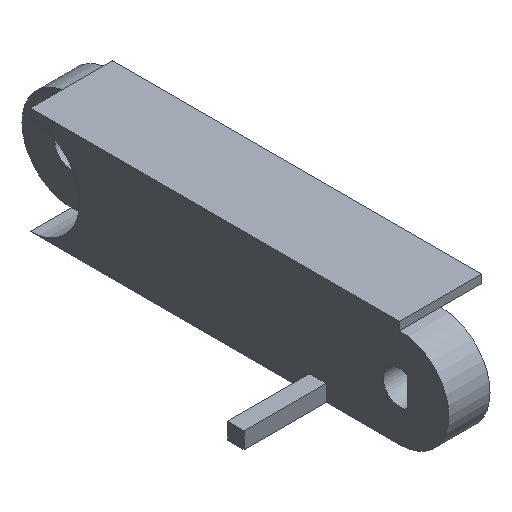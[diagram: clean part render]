
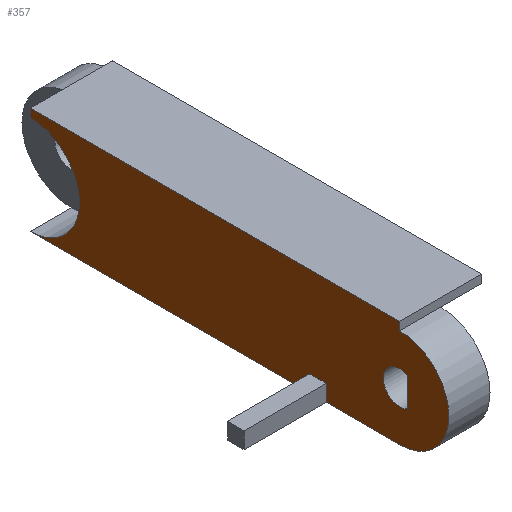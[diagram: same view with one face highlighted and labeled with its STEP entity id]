
A CAD part, isometric view. The second image highlights one B-rep face of the part: STEP entity #357.
In plain terms, the highlighted planar face has unit normal (-1, 0, 0).
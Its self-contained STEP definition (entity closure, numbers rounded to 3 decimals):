
#21=FACE_BOUND('',#62,.T.);
#25=CIRCLE('',#392,6.);
#26=CIRCLE('',#393,6.);
#27=CIRCLE('',#394,2.);
#41=FACE_OUTER_BOUND('',#61,.T.);
#61=EDGE_LOOP('',(#255,#256,#257,#258,#259,#260,#261,#262,#263,#264));
#62=EDGE_LOOP('',(#265,#266));
#81=LINE('',#527,#119);
#85=LINE('',#536,#123);
#89=LINE('',#543,#127);
#92=LINE('',#549,#130);
#93=LINE('',#553,#131);
#94=LINE('',#555,#132);
#95=LINE('',#557,#133);
#96=LINE('',#560,#134);
#97=LINE('',#564,#135);
#119=VECTOR('',#423,10.);
#123=VECTOR('',#429,10.);
#127=VECTOR('',#435,10.);
#130=VECTOR('',#442,10.);
#131=VECTOR('',#445,10.);
#132=VECTOR('',#446,10.);
#133=VECTOR('',#447,10.);
#134=VECTOR('',#450,10.);
#135=VECTOR('',#453,10.);
#157=VERTEX_POINT('',#525);
#158=VERTEX_POINT('',#526);
#161=VERTEX_POINT('',#534);
#162=VERTEX_POINT('',#535);
#165=VERTEX_POINT('',#548);
#166=VERTEX_POINT('',#550);
#167=VERTEX_POINT('',#552);
#168=VERTEX_POINT('',#554);
#169=VERTEX_POINT('',#556);
#170=VERTEX_POINT('',#558);
#171=VERTEX_POINT('',#561);
#172=VERTEX_POINT('',#562);
#189=EDGE_CURVE('',#157,#158,#81,.T.);
#193=EDGE_CURVE('',#161,#162,#85,.T.);
#197=EDGE_CURVE('',#162,#157,#89,.T.);
#200=EDGE_CURVE('',#165,#158,#92,.T.);
#201=EDGE_CURVE('',#165,#166,#25,.T.);
#202=EDGE_CURVE('',#166,#167,#93,.T.);
#203=EDGE_CURVE('',#167,#168,#94,.T.);
#204=EDGE_CURVE('',#168,#169,#95,.T.);
#205=EDGE_CURVE('',#169,#170,#26,.T.);
#206=EDGE_CURVE('',#161,#170,#96,.T.);
#207=EDGE_CURVE('',#171,#172,#27,.T.);
#208=EDGE_CURVE('',#172,#171,#97,.T.);
#255=ORIENTED_EDGE('',*,*,#193,.T.);
#256=ORIENTED_EDGE('',*,*,#197,.T.);
#257=ORIENTED_EDGE('',*,*,#189,.T.);
#258=ORIENTED_EDGE('',*,*,#200,.F.);
#259=ORIENTED_EDGE('',*,*,#201,.T.);
#260=ORIENTED_EDGE('',*,*,#202,.T.);
#261=ORIENTED_EDGE('',*,*,#203,.T.);
#262=ORIENTED_EDGE('',*,*,#204,.T.);
#263=ORIENTED_EDGE('',*,*,#205,.T.);
#264=ORIENTED_EDGE('',*,*,#206,.F.);
#265=ORIENTED_EDGE('',*,*,#207,.T.);
#266=ORIENTED_EDGE('',*,*,#208,.T.);
#343=PLANE('',#391);
#357=ADVANCED_FACE('',(#41,#21),#343,.T.);
#391=AXIS2_PLACEMENT_3D('',#547,#440,#441);
#392=AXIS2_PLACEMENT_3D('',#551,#443,#444);
#393=AXIS2_PLACEMENT_3D('',#559,#448,#449);
#394=AXIS2_PLACEMENT_3D('',#563,#451,#452);
#423=DIRECTION('',(0.,0.,-1.));
#429=DIRECTION('',(0.,0.,1.));
#435=DIRECTION('',(0.,-1.,0.));
#440=DIRECTION('center_axis',(-1.,0.,0.));
#441=DIRECTION('ref_axis',(0.,-1.,0.));
#442=DIRECTION('',(0.,1.,0.));
#443=DIRECTION('center_axis',(-1.,0.,0.));
#444=DIRECTION('ref_axis',(0.,-1.,0.));
#445=DIRECTION('',(0.,0.,1.));
#446=DIRECTION('',(0.,1.,0.));
#447=DIRECTION('',(0.,0.,-1.));
#448=DIRECTION('center_axis',(1.,0.,0.));
#449=DIRECTION('ref_axis',(0.,-1.,0.));
#450=DIRECTION('',(0.,1.,0.));
#451=DIRECTION('center_axis',(1.,0.,0.));
#452=DIRECTION('ref_axis',(0.,-1.,0.));
#453=DIRECTION('',(0.,0.,-1.));
#525=CARTESIAN_POINT('',(5.008,83.4,-4.027));
#526=CARTESIAN_POINT('',(5.008,83.4,-6.027));
#527=CARTESIAN_POINT('',(5.008,83.4,-3.027));
#534=CARTESIAN_POINT('',(5.008,85.4,-6.027));
#535=CARTESIAN_POINT('',(5.008,85.4,-4.027));
#536=CARTESIAN_POINT('',(5.008,85.4,-2.027));
#543=CARTESIAN_POINT('',(5.008,78.92,-4.027));
#547=CARTESIAN_POINT('Origin',(5.008,74.44,-0.027));
#548=CARTESIAN_POINT('',(5.008,74.44,-6.027));
#549=CARTESIAN_POINT('',(5.008,74.44,-6.027));
#550=CARTESIAN_POINT('',(5.008,74.44,5.973));
#551=CARTESIAN_POINT('Origin',(5.008,74.44,-0.027));
#552=CARTESIAN_POINT('',(5.008,74.44,6.973));
#553=CARTESIAN_POINT('',(5.008,74.44,5.973));
#554=CARTESIAN_POINT('',(5.008,119.44,6.973));
#555=CARTESIAN_POINT('',(5.008,74.44,6.973));
#556=CARTESIAN_POINT('',(5.008,119.44,5.973));
#557=CARTESIAN_POINT('',(5.008,119.44,6.973));
#558=CARTESIAN_POINT('',(5.008,119.44,-6.027));
#559=CARTESIAN_POINT('Origin',(5.008,119.44,-0.027));
#560=CARTESIAN_POINT('',(5.008,74.44,-6.027));
#561=CARTESIAN_POINT('',(5.008,73.44,-1.759));
#562=CARTESIAN_POINT('',(5.008,73.44,1.705));
#563=CARTESIAN_POINT('Origin',(5.008,74.44,-0.027));
#564=CARTESIAN_POINT('',(5.008,73.44,3.));
